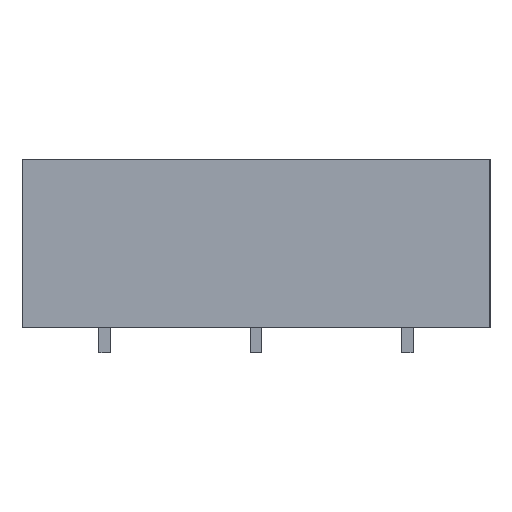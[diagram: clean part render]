
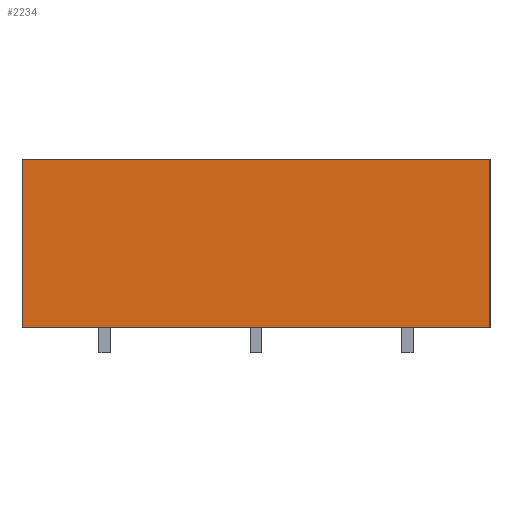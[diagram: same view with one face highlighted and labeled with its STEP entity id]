
A CAD part, left-side view. The second image highlights one B-rep face of the part: STEP entity #2234.
In plain terms, the highlighted planar face has unit normal (-1, 0, 0).
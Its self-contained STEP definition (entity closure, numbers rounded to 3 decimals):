
#94 = PLANE('',#95);
#95 = AXIS2_PLACEMENT_3D('',#96,#97,#98);
#96 = CARTESIAN_POINT('',(-38.85,29.845,0.));
#97 = DIRECTION('',(0.,0.,1.));
#98 = DIRECTION('',(1.,0.,0.));
#163 = VERTEX_POINT('',#164);
#164 = CARTESIAN_POINT('',(-38.85,29.845,0.));
#180 = PLANE('',#181);
#181 = AXIS2_PLACEMENT_3D('',#182,#183,#184);
#182 = CARTESIAN_POINT('',(-38.85,29.845,0.));
#183 = DIRECTION('',(0.,1.,0.));
#184 = DIRECTION('',(1.,0.,0.));
#192 = EDGE_CURVE('',#193,#163,#195,.T.);
#193 = VERTEX_POINT('',#194);
#194 = CARTESIAN_POINT('',(-38.85,-29.845,0.));
#195 = SURFACE_CURVE('',#196,(#200,#207),.PCURVE_S1.);
#196 = LINE('',#197,#198);
#197 = CARTESIAN_POINT('',(-38.85,-29.845,0.));
#198 = VECTOR('',#199,1.);
#199 = DIRECTION('',(0.,1.,0.));
#200 = PCURVE('',#94,#201);
#201 = DEFINITIONAL_REPRESENTATION('',(#202),#206);
#202 = LINE('',#203,#204);
#203 = CARTESIAN_POINT('',(0.,-59.69));
#204 = VECTOR('',#205,1.);
#205 = DIRECTION('',(0.,1.));
#206 = ( GEOMETRIC_REPRESENTATION_CONTEXT(2) 
PARAMETRIC_REPRESENTATION_CONTEXT() REPRESENTATION_CONTEXT('2D SPACE',''
  ) );
#207 = PCURVE('',#208,#213);
#208 = PLANE('',#209);
#209 = AXIS2_PLACEMENT_3D('',#210,#211,#212);
#210 = CARTESIAN_POINT('',(-38.85,-29.845,0.));
#211 = DIRECTION('',(-1.,0.,0.));
#212 = DIRECTION('',(0.,1.,0.));
#213 = DEFINITIONAL_REPRESENTATION('',(#214),#218);
#214 = LINE('',#215,#216);
#215 = CARTESIAN_POINT('',(0.,0.));
#216 = VECTOR('',#217,1.);
#217 = DIRECTION('',(1.,0.));
#218 = ( GEOMETRIC_REPRESENTATION_CONTEXT(2) 
PARAMETRIC_REPRESENTATION_CONTEXT() REPRESENTATION_CONTEXT('2D SPACE',''
  ) );
#236 = PLANE('',#237);
#237 = AXIS2_PLACEMENT_3D('',#238,#239,#240);
#238 = CARTESIAN_POINT('',(38.85,-29.845,0.));
#239 = DIRECTION('',(0.,-1.,0.));
#240 = DIRECTION('',(-1.,0.,0.));
#1946 = EDGE_CURVE('',#163,#1947,#1949,.T.);
#1947 = VERTEX_POINT('',#1948);
#1948 = CARTESIAN_POINT('',(-38.85,29.845,21.54));
#1949 = SURFACE_CURVE('',#1950,(#1954,#1961),.PCURVE_S1.);
#1950 = LINE('',#1951,#1952);
#1951 = CARTESIAN_POINT('',(-38.85,29.845,0.));
#1952 = VECTOR('',#1953,1.);
#1953 = DIRECTION('',(0.,0.,1.));
#1954 = PCURVE('',#180,#1955);
#1955 = DEFINITIONAL_REPRESENTATION('',(#1956),#1960);
#1956 = LINE('',#1957,#1958);
#1957 = CARTESIAN_POINT('',(0.,0.));
#1958 = VECTOR('',#1959,1.);
#1959 = DIRECTION('',(0.,-1.));
#1960 = ( GEOMETRIC_REPRESENTATION_CONTEXT(2) 
PARAMETRIC_REPRESENTATION_CONTEXT() REPRESENTATION_CONTEXT('2D SPACE',''
  ) );
#1961 = PCURVE('',#208,#1962);
#1962 = DEFINITIONAL_REPRESENTATION('',(#1963),#1967);
#1963 = LINE('',#1964,#1965);
#1964 = CARTESIAN_POINT('',(59.69,0.));
#1965 = VECTOR('',#1966,1.);
#1966 = DIRECTION('',(0.,-1.));
#1967 = ( GEOMETRIC_REPRESENTATION_CONTEXT(2) 
PARAMETRIC_REPRESENTATION_CONTEXT() REPRESENTATION_CONTEXT('2D SPACE',''
  ) );
#1985 = PLANE('',#1986);
#1986 = AXIS2_PLACEMENT_3D('',#1987,#1988,#1989);
#1987 = CARTESIAN_POINT('',(-38.85,29.845,21.54));
#1988 = DIRECTION('',(0.,0.,1.));
#1989 = DIRECTION('',(1.,0.,0.));
#2234 = ADVANCED_FACE('',(#2235),#208,.T.);
#2235 = FACE_BOUND('',#2236,.T.);
#2236 = EDGE_LOOP('',(#2237,#2260,#2281,#2282));
#2237 = ORIENTED_EDGE('',*,*,#2238,.T.);
#2238 = EDGE_CURVE('',#193,#2239,#2241,.T.);
#2239 = VERTEX_POINT('',#2240);
#2240 = CARTESIAN_POINT('',(-38.85,-29.845,21.54));
#2241 = SURFACE_CURVE('',#2242,(#2246,#2253),.PCURVE_S1.);
#2242 = LINE('',#2243,#2244);
#2243 = CARTESIAN_POINT('',(-38.85,-29.845,0.));
#2244 = VECTOR('',#2245,1.);
#2245 = DIRECTION('',(0.,0.,1.));
#2246 = PCURVE('',#208,#2247);
#2247 = DEFINITIONAL_REPRESENTATION('',(#2248),#2252);
#2248 = LINE('',#2249,#2250);
#2249 = CARTESIAN_POINT('',(0.,0.));
#2250 = VECTOR('',#2251,1.);
#2251 = DIRECTION('',(0.,-1.));
#2252 = ( GEOMETRIC_REPRESENTATION_CONTEXT(2) 
PARAMETRIC_REPRESENTATION_CONTEXT() REPRESENTATION_CONTEXT('2D SPACE',''
  ) );
#2253 = PCURVE('',#236,#2254);
#2254 = DEFINITIONAL_REPRESENTATION('',(#2255),#2259);
#2255 = LINE('',#2256,#2257);
#2256 = CARTESIAN_POINT('',(77.7,0.));
#2257 = VECTOR('',#2258,1.);
#2258 = DIRECTION('',(0.,-1.));
#2259 = ( GEOMETRIC_REPRESENTATION_CONTEXT(2) 
PARAMETRIC_REPRESENTATION_CONTEXT() REPRESENTATION_CONTEXT('2D SPACE',''
  ) );
#2260 = ORIENTED_EDGE('',*,*,#2261,.T.);
#2261 = EDGE_CURVE('',#2239,#1947,#2262,.T.);
#2262 = SURFACE_CURVE('',#2263,(#2267,#2274),.PCURVE_S1.);
#2263 = LINE('',#2264,#2265);
#2264 = CARTESIAN_POINT('',(-38.85,-29.845,21.54));
#2265 = VECTOR('',#2266,1.);
#2266 = DIRECTION('',(0.,1.,0.));
#2267 = PCURVE('',#208,#2268);
#2268 = DEFINITIONAL_REPRESENTATION('',(#2269),#2273);
#2269 = LINE('',#2270,#2271);
#2270 = CARTESIAN_POINT('',(0.,-21.54));
#2271 = VECTOR('',#2272,1.);
#2272 = DIRECTION('',(1.,0.));
#2273 = ( GEOMETRIC_REPRESENTATION_CONTEXT(2) 
PARAMETRIC_REPRESENTATION_CONTEXT() REPRESENTATION_CONTEXT('2D SPACE',''
  ) );
#2274 = PCURVE('',#1985,#2275);
#2275 = DEFINITIONAL_REPRESENTATION('',(#2276),#2280);
#2276 = LINE('',#2277,#2278);
#2277 = CARTESIAN_POINT('',(0.,-59.69));
#2278 = VECTOR('',#2279,1.);
#2279 = DIRECTION('',(0.,1.));
#2280 = ( GEOMETRIC_REPRESENTATION_CONTEXT(2) 
PARAMETRIC_REPRESENTATION_CONTEXT() REPRESENTATION_CONTEXT('2D SPACE',''
  ) );
#2281 = ORIENTED_EDGE('',*,*,#1946,.F.);
#2282 = ORIENTED_EDGE('',*,*,#192,.F.);
